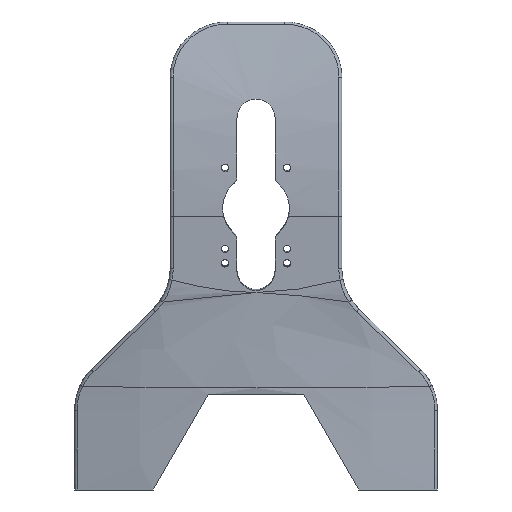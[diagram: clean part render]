
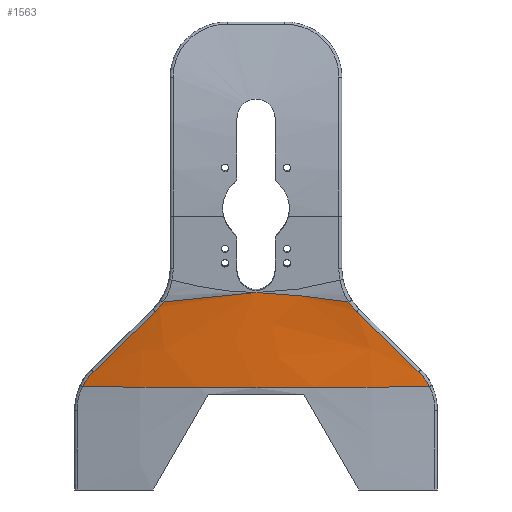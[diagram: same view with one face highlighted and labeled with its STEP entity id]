
A CAD part, front view. The second image highlights one B-rep face of the part: STEP entity #1563.
In plain terms, the highlighted free-form (B-spline) face has degree [3, 3] with [5, 4] control points.
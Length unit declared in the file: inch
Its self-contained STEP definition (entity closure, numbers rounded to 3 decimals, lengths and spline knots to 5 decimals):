
#84=B_SPLINE_SURFACE_WITH_KNOTS('',3,3,((#3997,#3998,#3999,#4000),(#4001,
#4002,#4003,#4004),(#4005,#4006,#4007,#4008),(#4009,#4010,#4011,#4012),
(#4013,#4014,#4015,#4016)),.UNSPECIFIED.,.F.,.F.,.F.,(4,1,4),(4,4),(0.01087,
0.43012,0.98913),(0.,1.),
 .UNSPECIFIED.);
#183=CIRCLE('',#1730,22.8125);
#184=CIRCLE('',#1731,22.8125);
#273=FACE_OUTER_BOUND('',#375,.T.);
#375=EDGE_LOOP('',(#1434,#1435,#1436,#1437,#1438,#1439,#1440,#1441,#1442,
#1443,#1444,#1445));
#509=B_SPLINE_CURVE_WITH_KNOTS('',3,(#2285,#2286,#2287,#2288),
 .UNSPECIFIED.,.F.,.F.,(4,4),(0.00025,1.21202),
 .UNSPECIFIED.);
#513=B_SPLINE_CURVE_WITH_KNOTS('',3,(#2354,#2355,#2356,#2357),
 .UNSPECIFIED.,.F.,.F.,(4,4),(0.,5.8774),
 .UNSPECIFIED.);
#515=B_SPLINE_CURVE_WITH_KNOTS('',3,(#2385,#2386,#2387,#2388),
 .UNSPECIFIED.,.F.,.F.,(4,4),(0.,0.84176),.UNSPECIFIED.);
#524=B_SPLINE_CURVE_WITH_KNOTS('',3,(#2625,#2626,#2627,#2628),
 .UNSPECIFIED.,.F.,.F.,(4,4),(-0.84176,0.),.UNSPECIFIED.);
#526=B_SPLINE_CURVE_WITH_KNOTS('',3,(#2656,#2657,#2658,#2659),
 .UNSPECIFIED.,.F.,.F.,(4,4),(-5.8774,0.),.UNSPECIFIED.);
#529=B_SPLINE_CURVE_WITH_KNOTS('',3,(#2692,#2693,#2694,#2695),
 .UNSPECIFIED.,.F.,.F.,(4,4),(0.,1.21177),.UNSPECIFIED.);
#533=B_SPLINE_CURVE_WITH_KNOTS('',3,(#2760,#2761,#2762,#2763),
 .UNSPECIFIED.,.F.,.F.,(4,4),(0.,0.00107),.UNSPECIFIED.);
#536=B_SPLINE_CURVE_WITH_KNOTS('',3,(#2797,#2798,#2799,#2800),
 .UNSPECIFIED.,.F.,.F.,(4,4),(0.3552,0.35559),
 .UNSPECIFIED.);
#575=B_SPLINE_CURVE_WITH_KNOTS('',3,(#3720,#3721,#3722,#3723,#3724,#3725,
#3726,#3727,#3728),.UNSPECIFIED.,.F.,.F.,(4,2,1,1,1,4),(-6.44236,
-6.38894,-5.22816,-4.06738,-1.74582,-0.58505),
 .UNSPECIFIED.);
#576=B_SPLINE_CURVE_WITH_KNOTS('',3,(#3765,#3766,#3767,#3768,#3769,#3770,
#3771,#3772,#3773),.UNSPECIFIED.,.F.,.F.,(4,1,1,1,2,4),(-5.80389,
-3.48233,-2.32156,-1.16078,0.,0.05343),
 .UNSPECIFIED.);
#616=VERTEX_POINT('',#2283);
#617=VERTEX_POINT('',#2284);
#620=VERTEX_POINT('',#2347);
#622=VERTEX_POINT('',#2378);
#644=VERTEX_POINT('',#2593);
#646=VERTEX_POINT('',#2624);
#648=VERTEX_POINT('',#2655);
#651=VERTEX_POINT('',#2691);
#653=VERTEX_POINT('',#2755);
#655=VERTEX_POINT('',#2788);
#713=VERTEX_POINT('',#3710);
#736=VERTEX_POINT('',#4017);
#775=EDGE_CURVE('',#616,#617,#509,.T.);
#781=EDGE_CURVE('',#617,#620,#513,.T.);
#784=EDGE_CURVE('',#620,#622,#515,.T.);
#818=EDGE_CURVE('',#644,#646,#524,.T.);
#821=EDGE_CURVE('',#646,#648,#526,.T.);
#825=EDGE_CURVE('',#648,#651,#529,.T.);
#831=EDGE_CURVE('',#653,#616,#533,.T.);
#836=EDGE_CURVE('',#651,#655,#536,.T.);
#930=EDGE_CURVE('',#713,#644,#575,.T.);
#931=EDGE_CURVE('',#622,#713,#576,.T.);
#975=EDGE_CURVE('',#653,#736,#183,.T.);
#976=EDGE_CURVE('',#736,#655,#184,.T.);
#1434=ORIENTED_EDGE('',*,*,#831,.F.);
#1435=ORIENTED_EDGE('',*,*,#975,.T.);
#1436=ORIENTED_EDGE('',*,*,#976,.T.);
#1437=ORIENTED_EDGE('',*,*,#836,.F.);
#1438=ORIENTED_EDGE('',*,*,#825,.F.);
#1439=ORIENTED_EDGE('',*,*,#821,.F.);
#1440=ORIENTED_EDGE('',*,*,#818,.F.);
#1441=ORIENTED_EDGE('',*,*,#930,.F.);
#1442=ORIENTED_EDGE('',*,*,#931,.F.);
#1443=ORIENTED_EDGE('',*,*,#784,.F.);
#1444=ORIENTED_EDGE('',*,*,#781,.F.);
#1445=ORIENTED_EDGE('',*,*,#775,.F.);
#1563=ADVANCED_FACE('',(#273),#84,.F.);
#1730=AXIS2_PLACEMENT_3D('',#4018,#2077,#2078);
#1731=AXIS2_PLACEMENT_3D('',#4019,#2079,#2080);
#2077=DIRECTION('center_axis',(0.,-0.07,0.998));
#2078=DIRECTION('ref_axis',(-0.208,-0.976,-0.068));
#2079=DIRECTION('center_axis',(0.,-0.07,0.998));
#2080=DIRECTION('ref_axis',(-0.208,-0.976,-0.068));
#2283=CARTESIAN_POINT('',(-4.54434,-0.40809,10.46057));
#2284=CARTESIAN_POINT('',(-4.26978,-0.48732,10.83923));
#2285=CARTESIAN_POINT('Ctrl Pts',(-4.54434,-0.40809,
10.46057));
#2286=CARTESIAN_POINT('Ctrl Pts',(-4.47494,-0.43042,
10.60161));
#2287=CARTESIAN_POINT('Ctrl Pts',(-4.38157,-0.4578,
10.73003));
#2288=CARTESIAN_POINT('Ctrl Pts',(-4.26978,-0.48732,
10.83923));
#2347=CARTESIAN_POINT('',(-2.63914,-0.91106,12.4261));
#2354=CARTESIAN_POINT('Ctrl Pts',(-4.26978,-0.48732,
10.83923));
#2355=CARTESIAN_POINT('Ctrl Pts',(-3.72756,-0.63051,11.36889));
#2356=CARTESIAN_POINT('Ctrl Pts',(-3.18472,-0.77321,
11.89807));
#2357=CARTESIAN_POINT('Ctrl Pts',(-2.63914,-0.91106,
12.4261));
#2378=CARTESIAN_POINT('',(-2.43028,-0.9735,12.67422));
#2385=CARTESIAN_POINT('Ctrl Pts',(-2.63914,-0.91106,
12.4261));
#2386=CARTESIAN_POINT('Ctrl Pts',(-2.56101,-0.9308,12.50172));
#2387=CARTESIAN_POINT('Ctrl Pts',(-2.49089,-0.95125,
12.58519));
#2388=CARTESIAN_POINT('Ctrl Pts',(-2.43028,-0.9735,
12.67422));
#2593=CARTESIAN_POINT('',(2.43028,-0.9735,12.67422));
#2624=CARTESIAN_POINT('',(2.63914,-0.91106,12.4261));
#2625=CARTESIAN_POINT('Ctrl Pts',(2.43028,-0.9735,12.67422));
#2626=CARTESIAN_POINT('Ctrl Pts',(2.49089,-0.95125,12.58519));
#2627=CARTESIAN_POINT('Ctrl Pts',(2.56101,-0.9308,12.50172));
#2628=CARTESIAN_POINT('Ctrl Pts',(2.63914,-0.91106,12.4261));
#2655=CARTESIAN_POINT('',(4.26978,-0.48732,10.83923));
#2656=CARTESIAN_POINT('Ctrl Pts',(2.63914,-0.91106,12.4261));
#2657=CARTESIAN_POINT('Ctrl Pts',(3.18472,-0.77321,11.89807));
#2658=CARTESIAN_POINT('Ctrl Pts',(3.72756,-0.63051,11.36889));
#2659=CARTESIAN_POINT('Ctrl Pts',(4.26978,-0.48732,10.83923));
#2691=CARTESIAN_POINT('',(4.54434,-0.40809,10.46057));
#2692=CARTESIAN_POINT('Ctrl Pts',(4.26978,-0.48732,10.83923));
#2693=CARTESIAN_POINT('Ctrl Pts',(4.38157,-0.4578,10.73003));
#2694=CARTESIAN_POINT('Ctrl Pts',(4.47494,-0.43042,10.60161));
#2695=CARTESIAN_POINT('Ctrl Pts',(4.54434,-0.40809,10.46057));
#2755=CARTESIAN_POINT('',(-4.54394,-0.40816,10.46048));
#2760=CARTESIAN_POINT('Ctrl Pts',(-4.54394,-0.40816,
10.46048));
#2761=CARTESIAN_POINT('Ctrl Pts',(-4.54408,-0.40813,
10.46048));
#2762=CARTESIAN_POINT('Ctrl Pts',(-4.54421,-0.40811,
10.46051));
#2763=CARTESIAN_POINT('Ctrl Pts',(-4.54434,-0.40809,
10.46057));
#2788=CARTESIAN_POINT('',(4.54394,-0.40816,10.46048));
#2797=CARTESIAN_POINT('Ctrl Pts',(4.54434,-0.40809,10.46057));
#2798=CARTESIAN_POINT('Ctrl Pts',(4.54421,-0.40811,10.46051));
#2799=CARTESIAN_POINT('Ctrl Pts',(4.54408,-0.40813,10.46048));
#2800=CARTESIAN_POINT('Ctrl Pts',(4.54394,-0.40816,10.46048));
#3710=CARTESIAN_POINT('',(0.,-1.03857,12.9225));
#3720=CARTESIAN_POINT('Ctrl Pts',(0.,-1.03857,
12.9225));
#3721=CARTESIAN_POINT('Ctrl Pts',(0.00701,-1.03857,
12.9225));
#3722=CARTESIAN_POINT('Ctrl Pts',(0.01402,-1.03856,
12.92249));
#3723=CARTESIAN_POINT('Ctrl Pts',(0.17337,-1.03853,12.92196));
#3724=CARTESIAN_POINT('Ctrl Pts',(0.47866,-1.03773,12.90972));
#3725=CARTESIAN_POINT('Ctrl Pts',(1.10461,-1.03171,12.84775));
#3726=CARTESIAN_POINT('Ctrl Pts',(1.75867,-1.01337,12.75821));
#3727=CARTESIAN_POINT('Ctrl Pts',(2.26201,-0.98475,12.69476));
#3728=CARTESIAN_POINT('Ctrl Pts',(2.43028,-0.9735,12.67422));
#3765=CARTESIAN_POINT('Ctrl Pts',(-2.43028,-0.9735,
12.67422));
#3766=CARTESIAN_POINT('Ctrl Pts',(-2.09374,-0.996,
12.71529));
#3767=CARTESIAN_POINT('Ctrl Pts',(-1.59248,-1.01911,12.78228));
#3768=CARTESIAN_POINT('Ctrl Pts',(-0.94827,-1.03315,
12.86354));
#3769=CARTESIAN_POINT('Ctrl Pts',(-0.47858,-1.03776,12.90957));
#3770=CARTESIAN_POINT('Ctrl Pts',(-0.17338,-1.03853,
12.92197));
#3771=CARTESIAN_POINT('Ctrl Pts',(-0.01402,-1.03856,
12.92249));
#3772=CARTESIAN_POINT('Ctrl Pts',(-0.00701,-1.03857,
12.9225));
#3773=CARTESIAN_POINT('Ctrl Pts',(0.,-1.03857,
12.9225));
#3997=CARTESIAN_POINT('Ctrl Pts',(4.64825,-0.38676,10.46198));
#3998=CARTESIAN_POINT('Ctrl Pts',(3.83254,-0.60403,11.28215));
#3999=CARTESIAN_POINT('Ctrl Pts',(3.01682,-0.8213,12.10233));
#4000=CARTESIAN_POINT('Ctrl Pts',(2.20111,-1.03857,12.9225));
#4001=CARTESIAN_POINT('Ctrl Pts',(3.33887,-0.65861,10.44297));
#4002=CARTESIAN_POINT('Ctrl Pts',(2.74998,-0.78525,11.26948));
#4003=CARTESIAN_POINT('Ctrl Pts',(2.16111,-0.91192,12.09599));
#4004=CARTESIAN_POINT('Ctrl Pts',(1.57222,-1.03857,12.9225));
#4005=CARTESIAN_POINT('Ctrl Pts',(0.22758,-1.02445,10.41739));
#4006=CARTESIAN_POINT('Ctrl Pts',(0.18666,-1.02921,11.25242));
#4007=CARTESIAN_POINT('Ctrl Pts',(0.14574,-1.03381,12.08747));
#4008=CARTESIAN_POINT('Ctrl Pts',(0.10481,-1.03857,12.9225));
#4009=CARTESIAN_POINT('Ctrl Pts',(-2.90241,-0.74923,10.43663));
#4010=CARTESIAN_POINT('Ctrl Pts',(-2.38913,-0.84555,11.26526));
#4011=CARTESIAN_POINT('Ctrl Pts',(-1.87588,-0.94224,
12.09387));
#4012=CARTESIAN_POINT('Ctrl Pts',(-1.36259,-1.03857,12.9225));
#4013=CARTESIAN_POINT('Ctrl Pts',(-4.64825,-0.38676,
10.46198));
#4014=CARTESIAN_POINT('Ctrl Pts',(-3.83254,-0.60403,
11.28215));
#4015=CARTESIAN_POINT('Ctrl Pts',(-3.01682,-0.8213,12.10233));
#4016=CARTESIAN_POINT('Ctrl Pts',(-2.20111,-1.03857,12.9225));
#4017=CARTESIAN_POINT('',(0.,-0.86417,10.42859));
#4018=CARTESIAN_POINT('Origin',(0.,21.89276,
12.01991));
#4019=CARTESIAN_POINT('Origin',(0.,21.89276,
12.01991));
